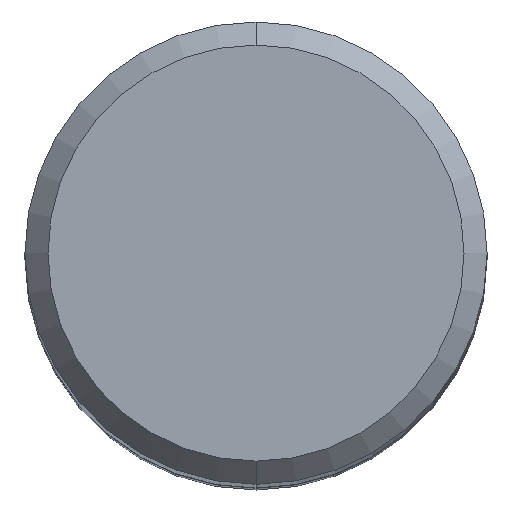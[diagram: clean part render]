
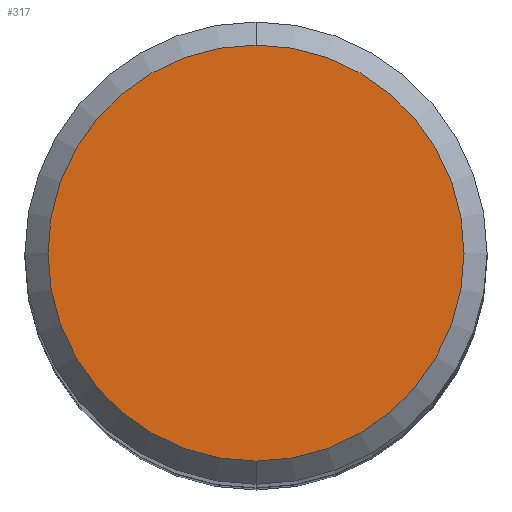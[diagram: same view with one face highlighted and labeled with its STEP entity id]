
A CAD part, top view. The second image highlights one B-rep face of the part: STEP entity #317.
In plain terms, the highlighted planar face has unit normal (0, 0, 1).
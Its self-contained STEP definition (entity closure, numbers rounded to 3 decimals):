
#201=EDGE_CURVE('',#327,#319,#445,.T.);
#263=EDGE_CURVE('',#319,#327,#516,.T.);
#317=ADVANCED_FACE('',(#577),#578,.T.);
#319=VERTEX_POINT('',#580);
#327=VERTEX_POINT('',#589);
#445=CIRCLE('',#720,4.5);
#516=CIRCLE('',#812,4.5);
#577=FACE_OUTER_BOUND('',#893,.T.);
#578=PLANE('',#894);
#580=CARTESIAN_POINT('',(0.0,4.5,0.0));
#589=CARTESIAN_POINT('',(0.,-4.5,0.0));
#720=AXIS2_PLACEMENT_3D('',#1036,#1037,#1038);
#812=AXIS2_PLACEMENT_3D('',#1131,#1132,#1133);
#893=EDGE_LOOP('',(#1212,#1213));
#894=AXIS2_PLACEMENT_3D('',#1214,#1215,#1216);
#1036=CARTESIAN_POINT('',(0.0,0.0,0.0));
#1037=DIRECTION('',(0.0,0.0,-1.0));
#1038=DIRECTION('',(0.0,1.0,0.0));
#1131=CARTESIAN_POINT('',(0.0,0.0,0.0));
#1132=DIRECTION('',(0.0,0.0,-1.0));
#1133=DIRECTION('',(0.0,1.0,0.0));
#1212=ORIENTED_EDGE('',*,*,#263,.F.);
#1213=ORIENTED_EDGE('',*,*,#201,.F.);
#1214=CARTESIAN_POINT('',(0.0,2.25,0.0));
#1215=DIRECTION('',(-0.0,0.0,1.0));
#1216=DIRECTION('',(0.0,-1.0,0.0));
